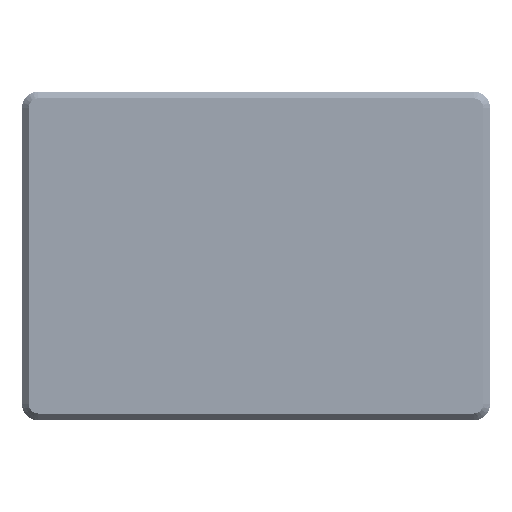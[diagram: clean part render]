
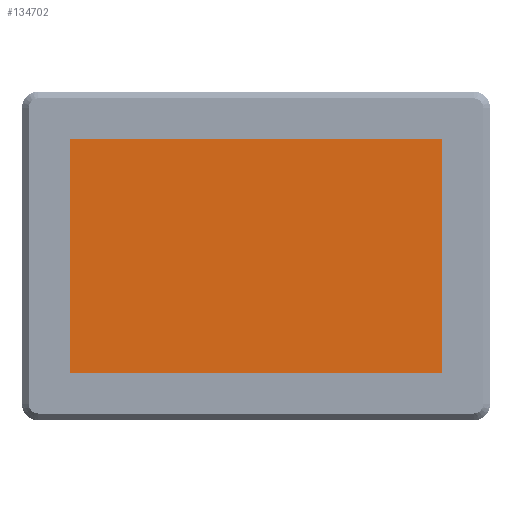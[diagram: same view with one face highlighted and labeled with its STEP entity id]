
A CAD part, top view. The second image highlights one B-rep face of the part: STEP entity #134702.
In plain terms, the highlighted planar face has unit normal (0, 0, 1).
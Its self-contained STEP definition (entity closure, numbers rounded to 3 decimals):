
#10335=FACE_OUTER_BOUND('',#17423,.T.);
#17423=EDGE_LOOP('',(#83852,#83853,#83854,#83855));
#25105=LINE('',#190875,#37908);
#25106=LINE('',#190877,#37909);
#25107=LINE('',#190879,#37910);
#25108=LINE('',#190880,#37911);
#37908=VECTOR('',#154123,136.7);
#37909=VECTOR('',#154124,218.06);
#37910=VECTOR('',#154125,136.7);
#37911=VECTOR('',#154126,218.06);
#50702=VERTEX_POINT('',#190873);
#50703=VERTEX_POINT('',#190874);
#50704=VERTEX_POINT('',#190876);
#50705=VERTEX_POINT('',#190878);
#63796=EDGE_CURVE('',#50702,#50703,#25105,.T.);
#63797=EDGE_CURVE('',#50704,#50702,#25106,.T.);
#63798=EDGE_CURVE('',#50705,#50704,#25107,.T.);
#63799=EDGE_CURVE('',#50703,#50705,#25108,.T.);
#83852=ORIENTED_EDGE('',*,*,#63797,.T.);
#83853=ORIENTED_EDGE('',*,*,#63796,.T.);
#83854=ORIENTED_EDGE('',*,*,#63799,.T.);
#83855=ORIENTED_EDGE('',*,*,#63798,.T.);
#123154=PLANE('',#141856);
#134702=ADVANCED_FACE('',(#10335),#123154,.F.);
#141856=AXIS2_PLACEMENT_3D('',#190905,#154147,#154148);
#154123=DIRECTION('',(0.,-1.,0.));
#154124=DIRECTION('',(-1.,0.,0.));
#154125=DIRECTION('',(0.,1.,0.));
#154126=DIRECTION('',(1.,0.,0.));
#154147=DIRECTION('center_axis',(0.,0.,
-1.));
#154148=DIRECTION('ref_axis',(-1.,0.,0.));
#190873=CARTESIAN_POINT('',(-109.03,68.35,2.));
#190874=CARTESIAN_POINT('',(-109.03,-68.35,2.));
#190875=CARTESIAN_POINT('',(-109.03,68.35,2.));
#190876=CARTESIAN_POINT('',(109.03,68.35,2.));
#190877=CARTESIAN_POINT('',(109.03,68.35,2.));
#190878=CARTESIAN_POINT('',(109.03,-68.35,2.));
#190879=CARTESIAN_POINT('',(109.03,-68.35,2.));
#190880=CARTESIAN_POINT('',(-109.03,-68.35,2.));
#190905=CARTESIAN_POINT('Origin',(-129.33,-88.65,2.));
